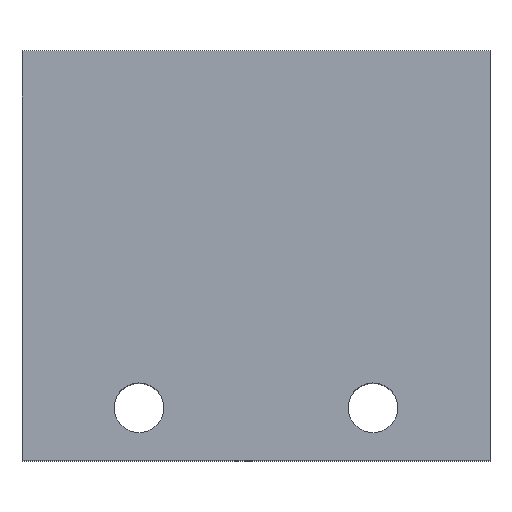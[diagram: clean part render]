
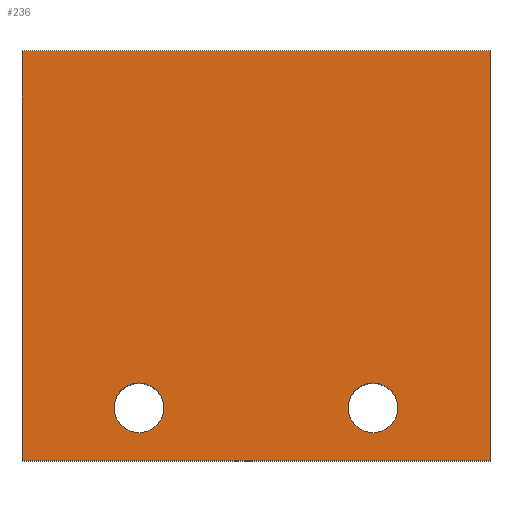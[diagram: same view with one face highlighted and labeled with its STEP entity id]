
A CAD part, top view. The second image highlights one B-rep face of the part: STEP entity #236.
In plain terms, the highlighted planar face has unit normal (0, 0, 1).
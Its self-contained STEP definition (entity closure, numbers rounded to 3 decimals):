
#33=LINE('',#387,#45);
#35=LINE('',#395,#47);
#36=LINE('',#397,#48);
#37=LINE('',#399,#49);
#45=VECTOR('',#311,1000.);
#47=VECTOR('',#319,1000.);
#48=VECTOR('',#320,1000.);
#49=VECTOR('',#321,1000.);
#63=ORIENTED_EDGE('',*,*,#112,.F.);
#64=ORIENTED_EDGE('',*,*,#113,.F.);
#65=ORIENTED_EDGE('',*,*,#114,.T.);
#66=ORIENTED_EDGE('',*,*,#115,.F.);
#67=ORIENTED_EDGE('',*,*,#116,.F.);
#68=ORIENTED_EDGE('',*,*,#110,.T.);
#110=EDGE_CURVE('',#135,#134,#33,.T.);
#112=EDGE_CURVE('',#136,#136,#151,.T.);
#113=EDGE_CURVE('',#137,#137,#152,.T.);
#114=EDGE_CURVE('',#134,#138,#35,.T.);
#115=EDGE_CURVE('',#139,#138,#36,.T.);
#116=EDGE_CURVE('',#135,#139,#37,.T.);
#134=VERTEX_POINT('',#386);
#135=VERTEX_POINT('',#388);
#136=VERTEX_POINT('',#392);
#137=VERTEX_POINT('',#394);
#138=VERTEX_POINT('',#396);
#139=VERTEX_POINT('',#398);
#151=CIRCLE('',#270,4.25);
#152=CIRCLE('',#271,4.25);
#166=EDGE_LOOP('',(#63));
#167=EDGE_LOOP('',(#64));
#168=EDGE_LOOP('',(#65,#66,#67,#68));
#198=FACE_BOUND('',#166,.T.);
#199=FACE_BOUND('',#167,.T.);
#200=FACE_BOUND('',#168,.T.);
#227=PLANE('',#269);
#236=ADVANCED_FACE('',(#198,#199,#200),#227,.F.);
#269=AXIS2_PLACEMENT_3D('',#390,#313,#314);
#270=AXIS2_PLACEMENT_3D('',#391,#315,#316);
#271=AXIS2_PLACEMENT_3D('',#393,#317,#318);
#311=DIRECTION('',(0.,-1.,0.));
#313=DIRECTION('',(0.,0.,-1.));
#314=DIRECTION('',(-1.,0.,0.));
#315=DIRECTION('',(0.,0.,1.));
#316=DIRECTION('',(1.,0.,0.));
#317=DIRECTION('',(0.,0.,1.));
#318=DIRECTION('',(1.,0.,0.));
#319=DIRECTION('',(1.,0.,0.));
#320=DIRECTION('',(0.,-1.,0.));
#321=DIRECTION('',(1.,0.,0.));
#386=CARTESIAN_POINT('',(-40.,0.,30.));
#387=CARTESIAN_POINT('',(-40.,70.,30.));
#388=CARTESIAN_POINT('',(-40.,70.,30.));
#390=CARTESIAN_POINT('',(-40.,70.,30.));
#391=CARTESIAN_POINT('',(-20.,9.,30.));
#392=CARTESIAN_POINT('',(-15.75,9.,30.));
#393=CARTESIAN_POINT('',(20.,9.,30.));
#394=CARTESIAN_POINT('',(24.25,9.,30.));
#395=CARTESIAN_POINT('',(-40.,0.,30.));
#396=CARTESIAN_POINT('',(40.,0.,30.));
#397=CARTESIAN_POINT('',(40.,70.,30.));
#398=CARTESIAN_POINT('',(40.,70.,30.));
#399=CARTESIAN_POINT('',(-40.,70.,30.));
